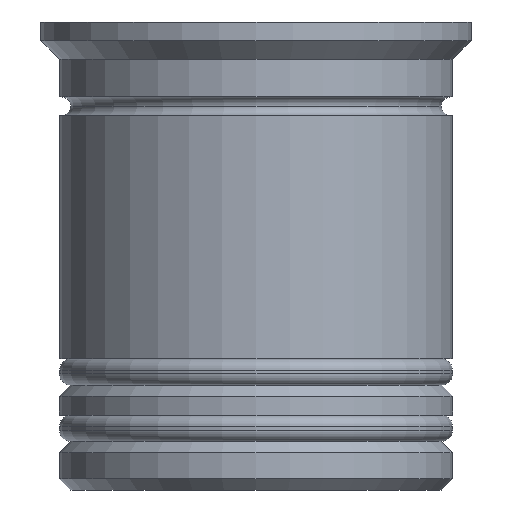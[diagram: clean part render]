
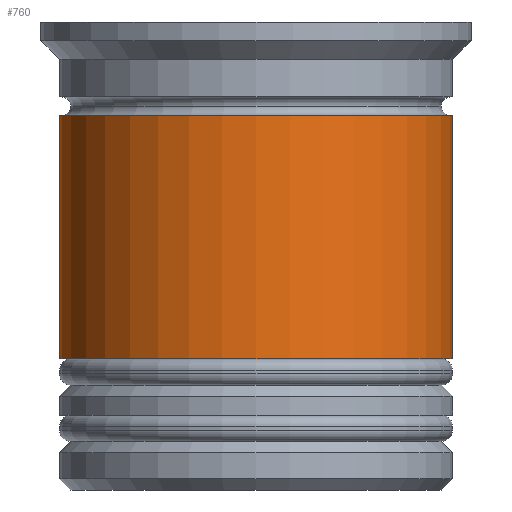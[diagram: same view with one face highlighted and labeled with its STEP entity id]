
A CAD part, front view. The second image highlights one B-rep face of the part: STEP entity #760.
In plain terms, the highlighted cylindrical face has radius 5.25 mm (diameter 10.5 mm), a partial arc.
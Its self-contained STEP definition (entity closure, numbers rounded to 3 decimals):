
#12 = CARTESIAN_POINT ( 'NONE',  ( 5.25, 0., -9. ) ) ;
#45 = VERTEX_POINT ( 'NONE', #12 ) ;
#52 = AXIS2_PLACEMENT_3D ( 'NONE', #1007, #1631, #543 ) ;
#169 = DIRECTION ( 'NONE',  ( 0., 0., 1. ) ) ;
#173 = EDGE_CURVE ( 'NONE', #553, #175, #1646, .T. ) ;
#175 = VERTEX_POINT ( 'NONE', #1695 ) ;
#371 = DIRECTION ( 'NONE',  ( 1., 0., 0. ) ) ;
#482 = EDGE_LOOP ( 'NONE', ( #1507, #1391, #1867, #1121 ) ) ;
#543 = DIRECTION ( 'NONE',  ( 1., 0., 0. ) ) ;
#553 = VERTEX_POINT ( 'NONE', #1403 ) ;
#593 = VERTEX_POINT ( 'NONE', #622 ) ;
#622 = CARTESIAN_POINT ( 'NONE',  ( 5.25, 0., -2.5 ) ) ;
#633 = DIRECTION ( 'NONE',  ( 0., 0., 1. ) ) ;
#694 = CYLINDRICAL_SURFACE ( 'NONE', #52, 5.25 ) ;
#737 = VECTOR ( 'NONE', #169, 1000. ) ;
#760 = ADVANCED_FACE ( 'NONE', ( #1487 ), #694, .T. ) ;
#768 = LINE ( 'NONE', #1524, #737 ) ;
#769 = CARTESIAN_POINT ( 'NONE',  ( -5.25, 0., 0. ) ) ;
#1007 = CARTESIAN_POINT ( 'NONE',  ( 0., 0., 0. ) ) ;
#1121 = ORIENTED_EDGE ( 'NONE', *, *, #1531, .F. ) ;
#1135 = DIRECTION ( 'NONE',  ( 0., 0., 1. ) ) ;
#1139 = VECTOR ( 'NONE', #1861, 1000. ) ;
#1140 = CARTESIAN_POINT ( 'NONE',  ( 0., 0., -9. ) ) ;
#1147 = AXIS2_PLACEMENT_3D ( 'NONE', #1140, #1135, #371 ) ;
#1279 = CIRCLE ( 'NONE', #1917, 5.25 ) ;
#1290 = CARTESIAN_POINT ( 'NONE',  ( 0., 0., -2.5 ) ) ;
#1391 = ORIENTED_EDGE ( 'NONE', *, *, #1509, .T. ) ;
#1403 = CARTESIAN_POINT ( 'NONE',  ( -5.25, 0., -9. ) ) ;
#1487 = FACE_OUTER_BOUND ( 'NONE', #482, .T. ) ;
#1507 = ORIENTED_EDGE ( 'NONE', *, *, #173, .F. ) ;
#1509 = EDGE_CURVE ( 'NONE', #553, #45, #1543, .T. ) ;
#1524 = CARTESIAN_POINT ( 'NONE',  ( 5.25, 0., 0. ) ) ;
#1531 = EDGE_CURVE ( 'NONE', #175, #593, #1279, .T. ) ;
#1543 = CIRCLE ( 'NONE', #1147, 5.25 ) ;
#1631 = DIRECTION ( 'NONE',  ( 0., 0., 1. ) ) ;
#1646 = LINE ( 'NONE', #769, #1139 ) ;
#1695 = CARTESIAN_POINT ( 'NONE',  ( -5.25, 0., -2.5 ) ) ;
#1753 = EDGE_CURVE ( 'NONE', #45, #593, #768, .T. ) ;
#1861 = DIRECTION ( 'NONE',  ( 0., 0., 1. ) ) ;
#1867 = ORIENTED_EDGE ( 'NONE', *, *, #1753, .T. ) ;
#1904 = DIRECTION ( 'NONE',  ( 1., 0., 0. ) ) ;
#1917 = AXIS2_PLACEMENT_3D ( 'NONE', #1290, #633, #1904 ) ;
